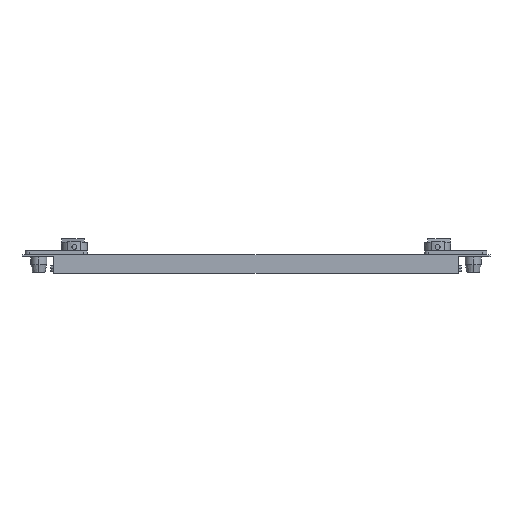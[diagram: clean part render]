
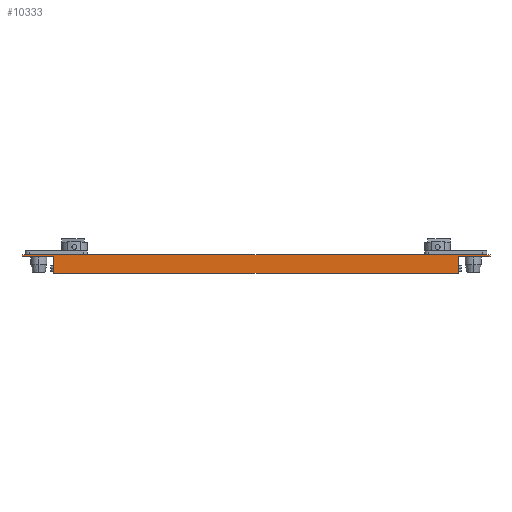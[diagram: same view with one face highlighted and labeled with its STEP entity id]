
A CAD part, front view. The second image highlights one B-rep face of the part: STEP entity #10333.
In plain terms, the highlighted face is planar.
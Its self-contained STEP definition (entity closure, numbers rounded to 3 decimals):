
#8810=DIRECTION('',(-1.,0.,0.));
#8811=VECTOR('',#8810,17.);
#8812=CARTESIAN_POINT('',(125.,25.,0.));
#8813=LINE('',#8812,#8811);
#8831=DIRECTION('',(-1.,0.,0.));
#8832=VECTOR('',#8831,17.);
#8833=CARTESIAN_POINT('',(-108.,25.,0.));
#8834=LINE('',#8833,#8832);
#9082=DIRECTION('',(1.,0.,0.));
#9083=VECTOR('',#9082,250.);
#9084=CARTESIAN_POINT('',(-125.,25.,1.));
#9085=LINE('',#9084,#9083);
#9340=DIRECTION('',(0.,0.,-1.));
#9341=VECTOR('',#9340,1.);
#9342=CARTESIAN_POINT('',(125.,25.,1.));
#9343=LINE('',#9342,#9341);
#9445=DIRECTION('',(0.,0.,-1.));
#9446=VECTOR('',#9445,9.);
#9447=CARTESIAN_POINT('',(-108.,25.,0.));
#9448=LINE('',#9447,#9446);
#9452=DIRECTION('',(1.,0.,0.));
#9453=VECTOR('',#9452,216.);
#9454=CARTESIAN_POINT('',(-108.,25.,-9.));
#9455=LINE('',#9454,#9453);
#9459=DIRECTION('',(0.,0.,-1.));
#9460=VECTOR('',#9459,1.);
#9461=CARTESIAN_POINT('',(-125.,25.,1.));
#9462=LINE('',#9461,#9460);
#9501=DIRECTION('',(0.,0.,-1.));
#9502=VECTOR('',#9501,9.);
#9503=CARTESIAN_POINT('',(108.,25.,0.));
#9504=LINE('',#9503,#9502);
#9796=CARTESIAN_POINT('',(-125.,25.,0.));
#9798=VERTEX_POINT('',#9796);
#9809=CARTESIAN_POINT('',(125.,25.,0.));
#9810=VERTEX_POINT('',#9809);
#9811=CARTESIAN_POINT('',(108.,25.,0.));
#9812=VERTEX_POINT('',#9811);
#9817=CARTESIAN_POINT('',(-108.,25.,0.));
#9818=VERTEX_POINT('',#9817);
#9883=CARTESIAN_POINT('',(-125.,25.,1.));
#9885=VERTEX_POINT('',#9883);
#9888=CARTESIAN_POINT('',(125.,25.,1.));
#9890=VERTEX_POINT('',#9888);
#9963=CARTESIAN_POINT('',(-108.,25.,-9.));
#9964=VERTEX_POINT('',#9963);
#9965=CARTESIAN_POINT('',(108.,25.,-9.));
#9966=VERTEX_POINT('',#9965);
#10315=CARTESIAN_POINT('',(125.,25.,0.));
#10316=DIRECTION('',(0.,1.,0.));
#10317=DIRECTION('',(-1.,0.,0.));
#10318=AXIS2_PLACEMENT_3D('',#10315,#10316,#10317);
#10319=PLANE('',#10318);
#10320=ORIENTED_EDGE('',*,*,#10014,.F.);
#10322=ORIENTED_EDGE('',*,*,#10321,.T.);
#10324=ORIENTED_EDGE('',*,*,#10323,.T.);
#10326=ORIENTED_EDGE('',*,*,#10325,.F.);
#10327=ORIENTED_EDGE('',*,*,#10006,.F.);
#10328=ORIENTED_EDGE('',*,*,#10238,.F.);
#10329=ORIENTED_EDGE('',*,*,#10134,.F.);
#10330=ORIENTED_EDGE('',*,*,#10119,.T.);
#10331=EDGE_LOOP('',(#10320,#10322,#10324,#10326,#10327,#10328,#10329,#10330));
#10332=FACE_OUTER_BOUND('',#10331,.F.);
#10006=EDGE_CURVE('',#9810,#9812,#8813,.T.);
#10014=EDGE_CURVE('',#9818,#9798,#8834,.T.);
#10119=EDGE_CURVE('',#9885,#9798,#9462,.T.);
#10134=EDGE_CURVE('',#9885,#9890,#9085,.T.);
#10238=EDGE_CURVE('',#9890,#9810,#9343,.T.);
#10321=EDGE_CURVE('',#9818,#9964,#9448,.T.);
#10323=EDGE_CURVE('',#9964,#9966,#9455,.T.);
#10325=EDGE_CURVE('',#9812,#9966,#9504,.T.);
#10333=ADVANCED_FACE('',(#10332),#10319,.T.);
